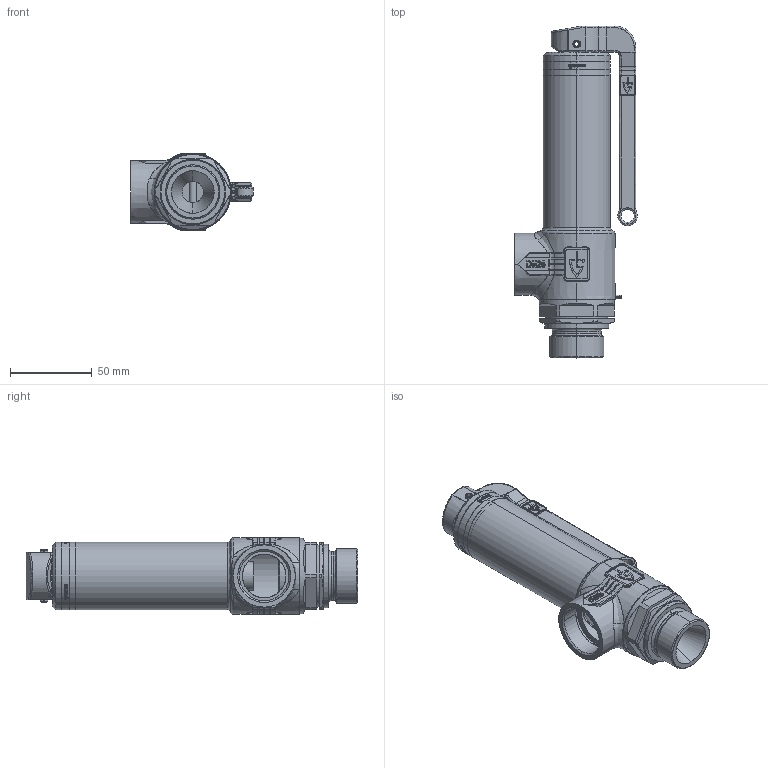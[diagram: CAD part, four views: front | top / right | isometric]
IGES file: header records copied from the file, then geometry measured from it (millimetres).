
Start section: SolidWorks IGES file using analytic representation for surfaces
Global section: file name: 2400tGFL-20-m+f-25+25.IGS; native system: SolidWorks 2016; preprocessor: SolidWorks 2016; author: Hildenbrand; date: 170419.081928; units: millimetre
Bounding box: 75 x 202.8 x 47.2 mm (x, y, z)
Surface area: 71215.9 mm2 (no closed solid volume)
Topology: 0 solids, 0 shells, 838 faces, 11547 edges, 11521 vertices
Faces by surface type: bspline 482, revolution 356
